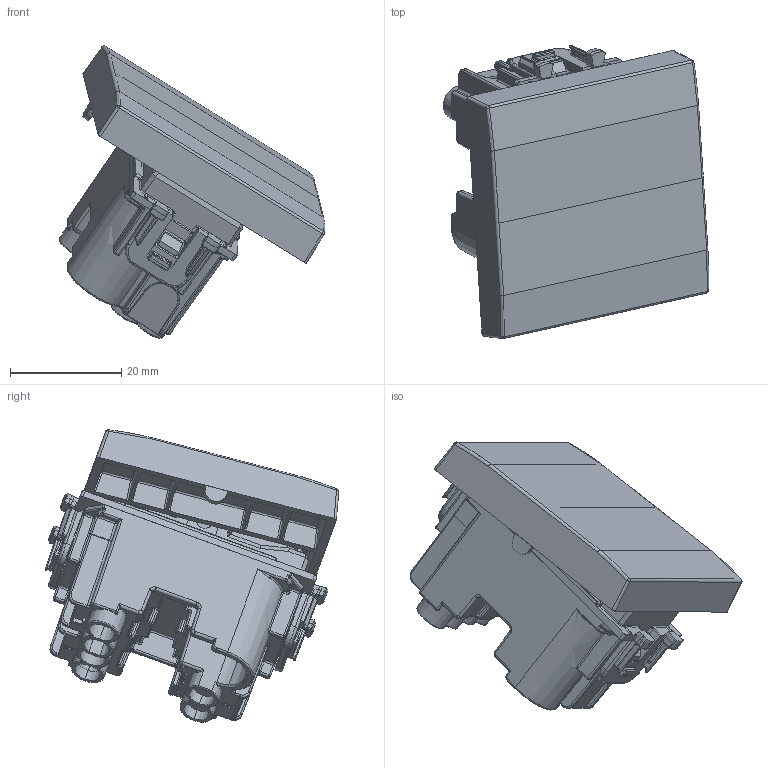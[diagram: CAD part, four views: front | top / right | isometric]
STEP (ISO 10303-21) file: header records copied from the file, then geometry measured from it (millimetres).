
FILE_DESCRIPTION(('CATIA V5 STEP Exchange'),'2;1');
FILE_NAME('441001TL-2.stp','2024-02-16T07:34:03+00:00',('none'),('none'),'CATIA Version 5-6 Release 2016 SP6','CATIA V5 STEP AP203','none');
FILE_SCHEMA(('CONFIG_CONTROL_DESIGN'));
Products named in the file (1): 441001TL-2
Assembly tree (10 placements, depth 2):
  441001TL-2
    #57
    #54987
    #109992
    #142195
    #170908
    #173478
    #175133  x2
    #177046  x2
Bounding box: 47.65 x 52.71 x 52.5 mm (x, y, z)
Volume: 17903.5 mm3; surface area: 26078.6 mm2
Topology: 11 solids, 11 shells, 4776 faces, 12498 edges, 7505 vertices
Faces by surface type: plane 2032, cylinder 1557, bspline 644, sphere 237, cone 169, torus 99, extrusion 34, revolution 4
Entity records: 177883 total; most frequent: CARTESIAN_POINT 77979, ORIENTED_EDGE 23990, DIRECTION 14715, EDGE_CURVE 11995, VERTEX_POINT 7359, VECTOR 6284, LINE 6250, AXIS2_PLACEMENT_3D 5028
